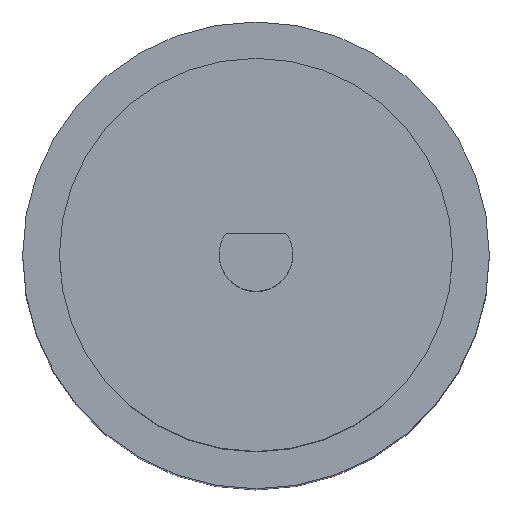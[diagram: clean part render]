
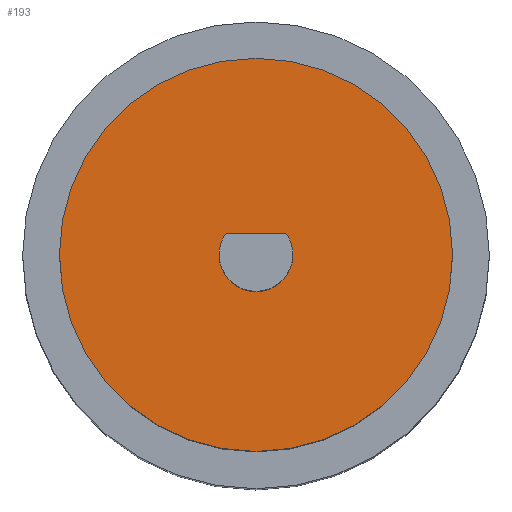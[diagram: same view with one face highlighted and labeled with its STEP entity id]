
A CAD part, top view. The second image highlights one B-rep face of the part: STEP entity #193.
In plain terms, the highlighted planar face has unit normal (0, 0, 1).
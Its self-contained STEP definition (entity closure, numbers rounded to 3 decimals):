
#33 = DIRECTION ( 'NONE',  ( 1., 0., 0. ) ) ;
#42 = VERTEX_POINT ( 'NONE', #271 ) ;
#48 = EDGE_LOOP ( 'NONE', ( #248, #199, #379, #370 ) ) ;
#58 = DIRECTION ( 'NONE',  ( 0., 0., -1. ) ) ;
#59 = CARTESIAN_POINT ( 'NONE',  ( 0., 16., 79.1 ) ) ;
#60 = CARTESIAN_POINT ( 'NONE',  ( 2.437, 1.75, 79.1 ) ) ;
#63 = DIRECTION ( 'NONE',  ( 1., 0., 0. ) ) ;
#89 = CIRCLE ( 'NONE', #365, 16. ) ;
#95 = ORIENTED_EDGE ( 'NONE', *, *, #360, .T. ) ;
#96 = CARTESIAN_POINT ( 'NONE',  ( 0., 0., 79.1 ) ) ;
#123 = AXIS2_PLACEMENT_3D ( 'NONE', #335, #291, #477 ) ;
#127 = CARTESIAN_POINT ( 'NONE',  ( -3., 0., 79.1 ) ) ;
#137 = VERTEX_POINT ( 'NONE', #383 ) ;
#143 = LINE ( 'NONE', #284, #308 ) ;
#144 = ORIENTED_EDGE ( 'NONE', *, *, #374, .T. ) ;
#145 = CARTESIAN_POINT ( 'NONE',  ( 0., 0., 79.1 ) ) ;
#155 = FACE_OUTER_BOUND ( 'NONE', #262, .T. ) ;
#178 = CIRCLE ( 'NONE', #422, 3. ) ;
#185 = VERTEX_POINT ( 'NONE', #127 ) ;
#187 = DIRECTION ( 'NONE',  ( 0., 0., 1. ) ) ;
#193 = ADVANCED_FACE ( 'NONE', ( #357, #155 ), #463, .F. ) ;
#199 = ORIENTED_EDGE ( 'NONE', *, *, #321, .T. ) ;
#219 = CARTESIAN_POINT ( 'NONE',  ( 0., 0., 79.1 ) ) ;
#232 = AXIS2_PLACEMENT_3D ( 'NONE', #366, #401, #33 ) ;
#248 = ORIENTED_EDGE ( 'NONE', *, *, #287, .F. ) ;
#262 = EDGE_LOOP ( 'NONE', ( #95, #144 ) ) ;
#271 = CARTESIAN_POINT ( 'NONE',  ( -16., 0., 79.1 ) ) ;
#274 = CIRCLE ( 'NONE', #232, 16. ) ;
#282 = VERTEX_POINT ( 'NONE', #60 ) ;
#284 = CARTESIAN_POINT ( 'NONE',  ( -2.437, 1.75, 79.1 ) ) ;
#287 = EDGE_CURVE ( 'NONE', #358, #185, #481, .T. ) ;
#291 = DIRECTION ( 'NONE',  ( 0., 0., 1. ) ) ;
#297 = DIRECTION ( 'NONE',  ( 0., 0., 1. ) ) ;
#308 = VECTOR ( 'NONE', #63, 1000. ) ;
#321 = EDGE_CURVE ( 'NONE', #358, #282, #143, .T. ) ;
#330 = CARTESIAN_POINT ( 'NONE',  ( 16., 0., 79.1 ) ) ;
#333 = DIRECTION ( 'NONE',  ( -1., 0., 0. ) ) ;
#335 = CARTESIAN_POINT ( 'NONE',  ( 0., 0., 79.1 ) ) ;
#337 = VERTEX_POINT ( 'NONE', #330 ) ;
#351 = AXIS2_PLACEMENT_3D ( 'NONE', #59, #58, #333 ) ;
#355 = EDGE_CURVE ( 'NONE', #185, #137, #470, .T. ) ;
#357 = FACE_BOUND ( 'NONE', #48, .T. ) ;
#358 = VERTEX_POINT ( 'NONE', #367 ) ;
#360 = EDGE_CURVE ( 'NONE', #337, #42, #89, .T. ) ;
#365 = AXIS2_PLACEMENT_3D ( 'NONE', #219, #187, #439 ) ;
#366 = CARTESIAN_POINT ( 'NONE',  ( 0., 0., 79.1 ) ) ;
#367 = CARTESIAN_POINT ( 'NONE',  ( -2.437, 1.75, 79.1 ) ) ;
#370 = ORIENTED_EDGE ( 'NONE', *, *, #355, .F. ) ;
#374 = EDGE_CURVE ( 'NONE', #42, #337, #274, .T. ) ;
#376 = EDGE_CURVE ( 'NONE', #137, #282, #178, .T. ) ;
#379 = ORIENTED_EDGE ( 'NONE', *, *, #376, .F. ) ;
#383 = CARTESIAN_POINT ( 'NONE',  ( 3., 0., 79.1 ) ) ;
#399 = DIRECTION ( 'NONE',  ( 0., 0., 1. ) ) ;
#401 = DIRECTION ( 'NONE',  ( 0., 0., 1. ) ) ;
#405 = DIRECTION ( 'NONE',  ( 1., 0., 0. ) ) ;
#422 = AXIS2_PLACEMENT_3D ( 'NONE', #145, #297, #405 ) ;
#433 = DIRECTION ( 'NONE',  ( 1., 0., 0. ) ) ;
#439 = DIRECTION ( 'NONE',  ( 1., 0., 0. ) ) ;
#456 = AXIS2_PLACEMENT_3D ( 'NONE', #96, #399, #433 ) ;
#463 = PLANE ( 'NONE',  #351 ) ;
#470 = CIRCLE ( 'NONE', #123, 3. ) ;
#477 = DIRECTION ( 'NONE',  ( 1., 0., 0. ) ) ;
#481 = CIRCLE ( 'NONE', #456, 3. ) ;
